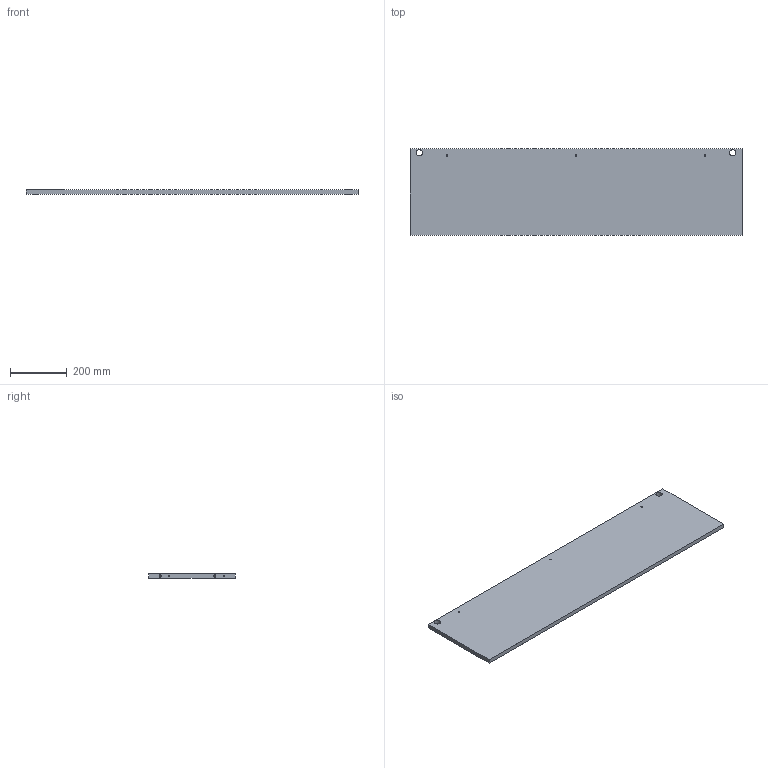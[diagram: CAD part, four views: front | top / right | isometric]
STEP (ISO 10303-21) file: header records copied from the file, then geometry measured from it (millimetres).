
FILE_DESCRIPTION(('STEP AP214'),'1');
FILE_NAME('04_Base_Inferior.step','2026-01-05T18:52:37',(' '),(' '),'Spatial InterOp 3D',' ',' ');
FILE_SCHEMA(('AUTOMOTIVE_DESIGN { 1 0 10303 214 1 1 1 1 }'));
Length unit declared in the file: millimetre
Products named in the file (1): BASE
Bounding box: 1170 x 304 x 15 mm (x, y, z)
Volume: 5318513.8 mm3; surface area: 794208.1 mm2
Topology: 2 solids, 2 shells, 33 faces, 67 edges, 46 vertices
Faces by surface type: plane 20, cylinder 13
Full cylindrical faces by diameter (mm): 4 x4, 5 x3, 8 x4, 22 x2
Entity records: 1082 total; most frequent: DIRECTION 146, CARTESIAN_POINT 127, ORIENTED_EDGE 100, EDGE_LOOP 64, AXIS2_PLACEMENT_3D 61, EDGE_CURVE 50, FACE_OUTER_BOUND 46, VERTEX_POINT 42
